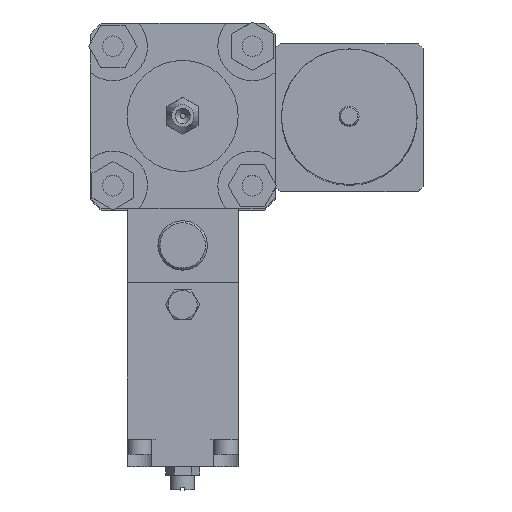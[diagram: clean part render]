
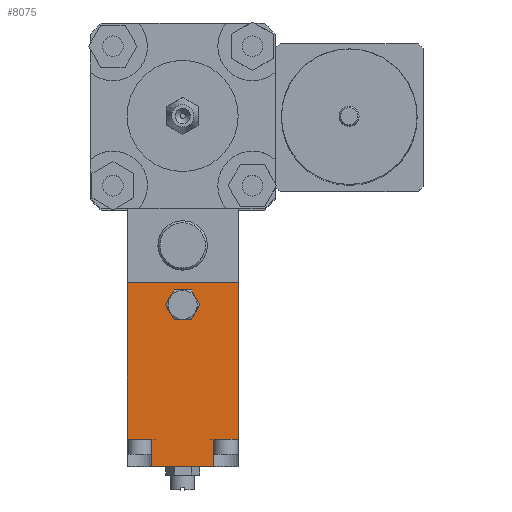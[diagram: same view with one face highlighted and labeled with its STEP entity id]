
A CAD part, top view. The second image highlights one B-rep face of the part: STEP entity #8075.
In plain terms, the highlighted face is planar.
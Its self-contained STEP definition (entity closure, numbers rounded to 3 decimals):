
#6725=CARTESIAN_POINT('',(-6.928,-22.5,9.));
#6726=VERTEX_POINT('',#6725);
#6733=CARTESIAN_POINT('',(-3.464,-22.5,3.));
#6734=VERTEX_POINT('',#6733);
#6735=CARTESIAN_POINT('',(-3.464,-22.5,3.));
#6736=DIRECTION('',(-0.5,0.0,0.866));
#6737=VECTOR('',#6736,6.928);
#6738=LINE('',#6735,#6737);
#6739=EDGE_CURVE('',#6734,#6726,#6738,.T.);
#6756=CARTESIAN_POINT('',(-3.464,-22.5,15.));
#6757=VERTEX_POINT('',#6756);
#6764=CARTESIAN_POINT('',(-6.928,-22.5,9.));
#6765=DIRECTION('',(0.5,0.0,0.866));
#6766=VECTOR('',#6765,6.928);
#6767=LINE('',#6764,#6766);
#6768=EDGE_CURVE('',#6726,#6757,#6767,.T.);
#6780=CARTESIAN_POINT('',(3.464,-22.5,15.));
#6781=VERTEX_POINT('',#6780);
#6788=CARTESIAN_POINT('',(-3.464,-22.5,15.));
#6789=DIRECTION('',(1.0,0.0,0.0));
#6790=VECTOR('',#6789,6.928);
#6791=LINE('',#6788,#6790);
#6792=EDGE_CURVE('',#6757,#6781,#6791,.T.);
#6804=CARTESIAN_POINT('',(6.928,-22.5,9.));
#6805=VERTEX_POINT('',#6804);
#6812=CARTESIAN_POINT('',(3.464,-22.5,15.));
#6813=DIRECTION('',(0.5,0.0,-0.866));
#6814=VECTOR('',#6813,6.928);
#6815=LINE('',#6812,#6814);
#6816=EDGE_CURVE('',#6781,#6805,#6815,.T.);
#6828=CARTESIAN_POINT('',(3.464,-22.5,3.));
#6829=VERTEX_POINT('',#6828);
#6836=CARTESIAN_POINT('',(6.928,-22.5,9.));
#6837=DIRECTION('',(-0.5,0.0,-0.866));
#6838=VECTOR('',#6837,6.928);
#6839=LINE('',#6836,#6838);
#6840=EDGE_CURVE('',#6805,#6829,#6839,.T.);
#6853=CARTESIAN_POINT('',(3.464,-22.5,3.));
#6854=DIRECTION('',(-1.0,0.0,0.0));
#6855=VECTOR('',#6854,6.928);
#6856=LINE('',#6853,#6855);
#6857=EDGE_CURVE('',#6829,#6734,#6856,.T.);
#7256=CARTESIAN_POINT('',(-17.5,-22.5,63.5));
#7257=VERTEX_POINT('',#7256);
#7394=CARTESIAN_POINT('',(17.5,-22.5,63.5));
#7395=VERTEX_POINT('',#7394);
#7428=CARTESIAN_POINT('',(-22.5,-22.5,63.5));
#7429=VERTEX_POINT('',#7428);
#7436=CARTESIAN_POINT('',(-17.5,-22.5,63.5));
#7437=DIRECTION('',(-1.0,0.0,0.0));
#7438=VECTOR('',#7437,5.);
#7439=LINE('',#7436,#7438);
#7440=EDGE_CURVE('',#7257,#7429,#7439,.T.);
#7451=CARTESIAN_POINT('',(-12.601,-22.5,63.5));
#7452=VERTEX_POINT('',#7451);
#7453=CARTESIAN_POINT('',(-12.601,-22.5,63.5));
#7454=DIRECTION('',(-1.0,0.0,0.0));
#7455=VECTOR('',#7454,4.899);
#7456=LINE('',#7453,#7455);
#7457=EDGE_CURVE('',#7452,#7257,#7456,.T.);
#7641=CARTESIAN_POINT('',(22.5,-22.5,63.5));
#7642=VERTEX_POINT('',#7641);
#7643=CARTESIAN_POINT('',(22.5,-22.5,63.5));
#7644=DIRECTION('',(-1.0,0.0,0.0));
#7645=VECTOR('',#7644,5.);
#7646=LINE('',#7643,#7645);
#7647=EDGE_CURVE('',#7642,#7395,#7646,.T.);
#7689=CARTESIAN_POINT('',(12.601,-22.5,63.5));
#7690=VERTEX_POINT('',#7689);
#7697=CARTESIAN_POINT('',(17.5,-22.5,63.5));
#7698=DIRECTION('',(-1.0,0.0,0.0));
#7699=VECTOR('',#7698,4.899);
#7700=LINE('',#7697,#7699);
#7701=EDGE_CURVE('',#7395,#7690,#7700,.T.);
#7847=CARTESIAN_POINT('',(12.601,-22.5,74.5));
#7848=VERTEX_POINT('',#7847);
#7849=CARTESIAN_POINT('',(12.601,-22.5,63.5));
#7850=DIRECTION('',(0.0,0.0,1.0));
#7851=VECTOR('',#7850,11.0);
#7852=LINE('',#7849,#7851);
#7853=EDGE_CURVE('',#7690,#7848,#7852,.T.);
#7871=CARTESIAN_POINT('',(-12.601,-22.5,74.5));
#7872=VERTEX_POINT('',#7871);
#7873=CARTESIAN_POINT('',(-12.601,-22.5,74.5));
#7874=DIRECTION('',(0.0,0.0,-1.0));
#7875=VECTOR('',#7874,11.0);
#7876=LINE('',#7873,#7875);
#7877=EDGE_CURVE('',#7872,#7452,#7876,.T.);
#8012=CARTESIAN_POINT('',(22.5,-22.5,0.0));
#8013=VERTEX_POINT('',#8012);
#8014=CARTESIAN_POINT('',(22.5,-22.5,0.0));
#8015=DIRECTION('',(0.0,0.0,1.0));
#8016=VECTOR('',#8015,63.5);
#8017=LINE('',#8014,#8016);
#8018=EDGE_CURVE('',#8013,#7642,#8017,.T.);
#8033=CARTESIAN_POINT('',(22.5,-22.5,0.0));
#8034=DIRECTION('',(0.0,-1.0,0.0));
#8035=DIRECTION('',(0.0,0.0,-1.0));
#8036=AXIS2_PLACEMENT_3D('',#8033,#8034,#8035);
#8037=PLANE('',#8036);
#8038=ORIENTED_EDGE('',*,*,#7647,.T.);
#8039=ORIENTED_EDGE('',*,*,#7701,.T.);
#8040=ORIENTED_EDGE('',*,*,#7853,.T.);
#8041=CARTESIAN_POINT('',(12.601,-22.5,74.5));
#8042=DIRECTION('',(-1.0,0.0,0.0));
#8043=VECTOR('',#8042,25.201);
#8044=LINE('',#8041,#8043);
#8045=EDGE_CURVE('',#7848,#7872,#8044,.T.);
#8046=ORIENTED_EDGE('',*,*,#8045,.T.);
#8047=ORIENTED_EDGE('',*,*,#7877,.T.);
#8048=ORIENTED_EDGE('',*,*,#7457,.T.);
#8049=ORIENTED_EDGE('',*,*,#7440,.T.);
#8050=CARTESIAN_POINT('',(-22.5,-22.5,0.0));
#8051=VERTEX_POINT('',#8050);
#8052=CARTESIAN_POINT('',(-22.5,-22.5,0.0));
#8053=DIRECTION('',(0.0,0.0,1.0));
#8054=VECTOR('',#8053,63.5);
#8055=LINE('',#8052,#8054);
#8056=EDGE_CURVE('',#8051,#7429,#8055,.T.);
#8057=ORIENTED_EDGE('',*,*,#8056,.F.);
#8058=CARTESIAN_POINT('',(-22.5,-22.5,0.0));
#8059=DIRECTION('',(1.0,0.0,0.0));
#8060=VECTOR('',#8059,45.0);
#8061=LINE('',#8058,#8060);
#8062=EDGE_CURVE('',#8051,#8013,#8061,.T.);
#8063=ORIENTED_EDGE('',*,*,#8062,.T.);
#8064=ORIENTED_EDGE('',*,*,#8018,.T.);
#8065=EDGE_LOOP('',(#8038,#8039,#8040,#8046,#8047,#8048,#8049,#8057,#8063,#8064));
#8066=FACE_OUTER_BOUND('',#8065,.T.);
#8067=ORIENTED_EDGE('',*,*,#6816,.T.);
#8068=ORIENTED_EDGE('',*,*,#6840,.T.);
#8069=ORIENTED_EDGE('',*,*,#6857,.T.);
#8070=ORIENTED_EDGE('',*,*,#6739,.T.);
#8071=ORIENTED_EDGE('',*,*,#6768,.T.);
#8072=ORIENTED_EDGE('',*,*,#6792,.T.);
#8073=EDGE_LOOP('',(#8067,#8068,#8069,#8070,#8071,#8072));
#8074=FACE_BOUND('',#8073,.T.);
#8075=ADVANCED_FACE('',(#8066,#8074),#8037,.T.);
